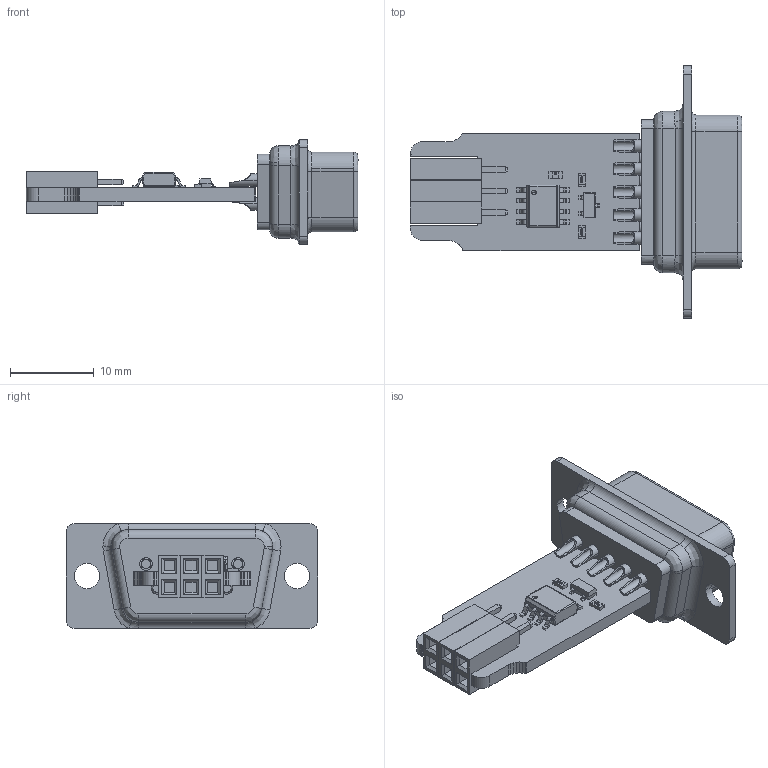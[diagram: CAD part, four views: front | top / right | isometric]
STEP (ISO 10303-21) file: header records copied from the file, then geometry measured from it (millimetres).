
FILE_DESCRIPTION(('Open CASCADE Model'),'2;1');
FILE_NAME('Open CASCADE Shape Model','2024-08-24T23:34:16',('Author'),( 'Open CASCADE'),'Open CASCADE STEP processor 7.5','Open CASCADE 7.5' ,'Unknown');
FILE_SCHEMA(('AUTOMOTIVE_DESIGN { 1 0 10303 214 1 1 1 1 }'));
Length unit declared in the file: millimetre
Products named in the file (16): PCB; Board; Open CASCADE STEP translator 7.5 1.1.1; R2; Res0603; R1; D1; SOT-23; X2; PBD-2_RGB8421504; X1; CONNECTOR DB_9_MALE; U1; so-8; C1; 0603 SMD Capacitor
Assembly tree (18 placements, depth 3):
  PCB
    Board
      Open CASCADE STEP translator 7.5 1.1.1
    R2
      Res0603
    R1
      Res0603
    D1
      SOT-23
    X2
      PBD-2_RGB8421504  x3
    X1
      CONNECTOR DB_9_MALE
    U1
      so-8
    C1
      0603 SMD Capacitor
Bounding box: 39.52 x 30 x 12.5 mm (x, y, z)
Volume: 2261.1 mm3; surface area: 3472.9 mm2
Topology: 10 solids, 10 shells, 840 faces, 2090 edges, 1307 vertices
Faces by surface type: plane 438, cylinder 192, bspline 190, sphere 18, revolution 2
Entity records: 27989 total; most frequent: CARTESIAN_POINT 10494, ORIENTED_EDGE 3254, DIRECTION 2796, EDGE_CURVE 1627, VERTEX_POINT 1023, LINE 964, VECTOR 964, AXIS2_PLACEMENT_3D 915
